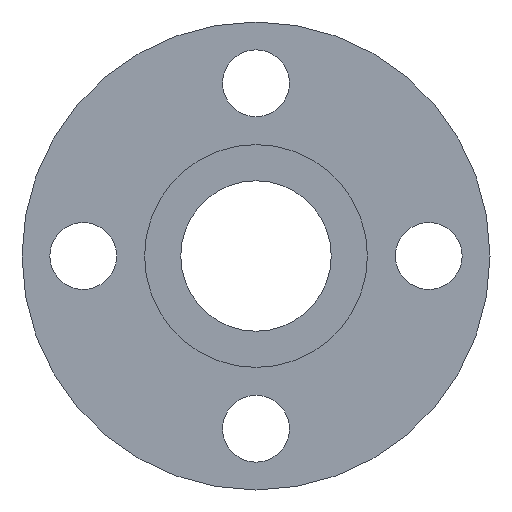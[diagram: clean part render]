
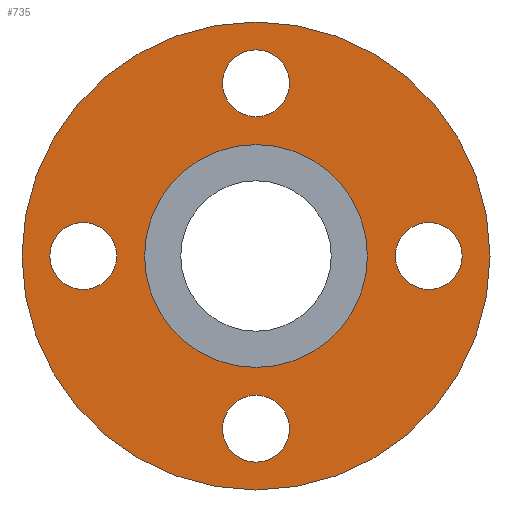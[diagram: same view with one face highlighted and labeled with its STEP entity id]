
A CAD part, left-side view. The second image highlights one B-rep face of the part: STEP entity #735.
In plain terms, the highlighted planar face has unit normal (-1, 0, 0).
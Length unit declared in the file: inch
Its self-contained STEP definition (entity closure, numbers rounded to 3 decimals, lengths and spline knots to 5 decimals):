
#9 = ORIENTED_EDGE ( 'NONE', *, *, #459, .T. ) ;
#11 = CARTESIAN_POINT ( 'NONE',  ( 0.10586, 0., 1.9375 ) ) ;
#40 = CIRCLE ( 'NONE', #475, 1.25 ) ;
#46 = EDGE_CURVE ( 'NONE', #55, #298, #535, .T. ) ;
#47 = DIRECTION ( 'NONE',  ( -1., 0., 0. ) ) ;
#54 = CIRCLE ( 'NONE', #206, 0.375 ) ;
#55 = VERTEX_POINT ( 'NONE', #636 ) ;
#57 = CARTESIAN_POINT ( 'NONE',  ( 0.10586, 0., -1.25 ) ) ;
#58 = DIRECTION ( 'NONE',  ( 0., 0., 1. ) ) ;
#70 = ORIENTED_EDGE ( 'NONE', *, *, #46, .T. ) ;
#73 = DIRECTION ( 'NONE',  ( 0., -1., 0. ) ) ;
#82 = AXIS2_PLACEMENT_3D ( 'NONE', #726, #377, #430 ) ;
#84 = CIRCLE ( 'NONE', #515, 0.375 ) ;
#94 = ORIENTED_EDGE ( 'NONE', *, *, #211, .F. ) ;
#105 = DIRECTION ( 'NONE',  ( -1., 0., 0. ) ) ;
#112 = CARTESIAN_POINT ( 'NONE',  ( 0.10586, 0., -1.9375 ) ) ;
#114 = CIRCLE ( 'NONE', #277, 0.375 ) ;
#119 = CARTESIAN_POINT ( 'NONE',  ( 0.10586, 0., 0. ) ) ;
#134 = DIRECTION ( 'NONE',  ( 0., 0., 1. ) ) ;
#154 = EDGE_LOOP ( 'NONE', ( #270, #511 ) ) ;
#155 = VERTEX_POINT ( 'NONE', #595 ) ;
#158 = CARTESIAN_POINT ( 'NONE',  ( 0.10586, 1.9375, 0. ) ) ;
#161 = VERTEX_POINT ( 'NONE', #57 ) ;
#180 = CARTESIAN_POINT ( 'NONE',  ( 0.10586, 1.9375, -0.375 ) ) ;
#183 = VERTEX_POINT ( 'NONE', #180 ) ;
#185 = PLANE ( 'NONE',  #504 ) ;
#186 = CIRCLE ( 'NONE', #668, 2.625 ) ;
#194 = CARTESIAN_POINT ( 'NONE',  ( 0.10586, 0., -1.5625 ) ) ;
#197 = AXIS2_PLACEMENT_3D ( 'NONE', #758, #353, #232 ) ;
#206 = AXIS2_PLACEMENT_3D ( 'NONE', #11, #612, #73 ) ;
#210 = VERTEX_POINT ( 'NONE', #412 ) ;
#211 = EDGE_CURVE ( 'NONE', #454, #688, #258, .T. ) ;
#231 = ORIENTED_EDGE ( 'NONE', *, *, #556, .F. ) ;
#232 = DIRECTION ( 'NONE',  ( 0., 0., 1. ) ) ;
#234 = DIRECTION ( 'NONE',  ( 0., 1., 0. ) ) ;
#235 = CIRCLE ( 'NONE', #519, 0.375 ) ;
#237 = ORIENTED_EDGE ( 'NONE', *, *, #690, .F. ) ;
#251 = FACE_BOUND ( 'NONE', #757, .T. ) ;
#253 = DIRECTION ( 'NONE',  ( -1., 0., 0. ) ) ;
#258 = CIRCLE ( 'NONE', #457, 0.375 ) ;
#262 = ORIENTED_EDGE ( 'NONE', *, *, #710, .F. ) ;
#263 = DIRECTION ( 'NONE',  ( -1., 0., 0. ) ) ;
#270 = ORIENTED_EDGE ( 'NONE', *, *, #311, .F. ) ;
#273 = VERTEX_POINT ( 'NONE', #303 ) ;
#277 = AXIS2_PLACEMENT_3D ( 'NONE', #158, #47, #637 ) ;
#278 = DIRECTION ( 'NONE',  ( -1., 0., 0. ) ) ;
#279 = CARTESIAN_POINT ( 'NONE',  ( 0.10586, 0., -1.9375 ) ) ;
#280 = CIRCLE ( 'NONE', #370, 1.25 ) ;
#282 = VERTEX_POINT ( 'NONE', #194 ) ;
#298 = VERTEX_POINT ( 'NONE', #606 ) ;
#303 = CARTESIAN_POINT ( 'NONE',  ( 0.10586, 0., 1.25 ) ) ;
#311 = EDGE_CURVE ( 'NONE', #273, #161, #280, .T. ) ;
#321 = DIRECTION ( 'NONE',  ( 0., 0., 1. ) ) ;
#331 = EDGE_CURVE ( 'NONE', #210, #532, #408, .T. ) ;
#336 = DIRECTION ( 'NONE',  ( 0., 0., 1. ) ) ;
#347 = ORIENTED_EDGE ( 'NONE', *, *, #563, .F. ) ;
#353 = DIRECTION ( 'NONE',  ( -1., 0., 0. ) ) ;
#366 = DIRECTION ( 'NONE',  ( 0., 0., -1. ) ) ;
#370 = AXIS2_PLACEMENT_3D ( 'NONE', #730, #253, #134 ) ;
#377 = DIRECTION ( 'NONE',  ( -1., 0., 0. ) ) ;
#403 = DIRECTION ( 'NONE',  ( -1., 0., 0. ) ) ;
#404 = EDGE_LOOP ( 'NONE', ( #237, #94 ) ) ;
#408 = CIRCLE ( 'NONE', #82, 0.375 ) ;
#409 = AXIS2_PLACEMENT_3D ( 'NONE', #279, #403, #234 ) ;
#412 = CARTESIAN_POINT ( 'NONE',  ( 0.10586, 0., 1.5625 ) ) ;
#416 = EDGE_CURVE ( 'NONE', #183, #155, #537, .T. ) ;
#428 = EDGE_CURVE ( 'NONE', #161, #273, #40, .T. ) ;
#430 = DIRECTION ( 'NONE',  ( 0., -1., 0. ) ) ;
#454 = VERTEX_POINT ( 'NONE', #755 ) ;
#455 = ORIENTED_EDGE ( 'NONE', *, *, #416, .F. ) ;
#457 = AXIS2_PLACEMENT_3D ( 'NONE', #472, #539, #699 ) ;
#459 = EDGE_CURVE ( 'NONE', #298, #55, #186, .T. ) ;
#460 = VERTEX_POINT ( 'NONE', #514 ) ;
#462 = DIRECTION ( 'NONE',  ( 0., 0., 1. ) ) ;
#467 = CARTESIAN_POINT ( 'NONE',  ( 0.10586, 0., 0. ) ) ;
#472 = CARTESIAN_POINT ( 'NONE',  ( 0.10586, -1.9375, 0. ) ) ;
#475 = AXIS2_PLACEMENT_3D ( 'NONE', #467, #587, #58 ) ;
#481 = FACE_BOUND ( 'NONE', #594, .T. ) ;
#492 = FACE_BOUND ( 'NONE', #404, .T. ) ;
#504 = AXIS2_PLACEMENT_3D ( 'NONE', #656, #263, #321 ) ;
#509 = ORIENTED_EDGE ( 'NONE', *, *, #570, .F. ) ;
#511 = ORIENTED_EDGE ( 'NONE', *, *, #428, .F. ) ;
#513 = CARTESIAN_POINT ( 'NONE',  ( 0.10586, 1.9375, 0. ) ) ;
#514 = CARTESIAN_POINT ( 'NONE',  ( 0.10586, 0., -2.3125 ) ) ;
#515 = AXIS2_PLACEMENT_3D ( 'NONE', #112, #760, #520 ) ;
#519 = AXIS2_PLACEMENT_3D ( 'NONE', #602, #543, #366 ) ;
#520 = DIRECTION ( 'NONE',  ( 0., 1., 0. ) ) ;
#532 = VERTEX_POINT ( 'NONE', #593 ) ;
#535 = CIRCLE ( 'NONE', #197, 2.625 ) ;
#536 = FACE_OUTER_BOUND ( 'NONE', #705, .T. ) ;
#537 = CIRCLE ( 'NONE', #619, 0.375 ) ;
#539 = DIRECTION ( 'NONE',  ( -1., 0., 0. ) ) ;
#543 = DIRECTION ( 'NONE',  ( -1., 0., 0. ) ) ;
#556 = EDGE_CURVE ( 'NONE', #460, #282, #618, .T. ) ;
#563 = EDGE_CURVE ( 'NONE', #155, #183, #114, .T. ) ;
#570 = EDGE_CURVE ( 'NONE', #282, #460, #84, .T. ) ;
#587 = DIRECTION ( 'NONE',  ( -1., 0., 0. ) ) ;
#593 = CARTESIAN_POINT ( 'NONE',  ( 0.10586, 0., 2.3125 ) ) ;
#594 = EDGE_LOOP ( 'NONE', ( #347, #455 ) ) ;
#595 = CARTESIAN_POINT ( 'NONE',  ( 0.10586, 1.9375, 0.375 ) ) ;
#602 = CARTESIAN_POINT ( 'NONE',  ( 0.10586, -1.9375, 0. ) ) ;
#606 = CARTESIAN_POINT ( 'NONE',  ( 0.10586, 0., -2.625 ) ) ;
#612 = DIRECTION ( 'NONE',  ( -1., 0., 0. ) ) ;
#618 = CIRCLE ( 'NONE', #409, 0.375 ) ;
#619 = AXIS2_PLACEMENT_3D ( 'NONE', #513, #278, #462 ) ;
#636 = CARTESIAN_POINT ( 'NONE',  ( 0.10586, 0., 2.625 ) ) ;
#637 = DIRECTION ( 'NONE',  ( 0., 0., 1. ) ) ;
#645 = ORIENTED_EDGE ( 'NONE', *, *, #331, .F. ) ;
#656 = CARTESIAN_POINT ( 'NONE',  ( 0.10586, 0., 0. ) ) ;
#668 = AXIS2_PLACEMENT_3D ( 'NONE', #119, #105, #336 ) ;
#681 = EDGE_LOOP ( 'NONE', ( #509, #231 ) ) ;
#688 = VERTEX_POINT ( 'NONE', #719 ) ;
#690 = EDGE_CURVE ( 'NONE', #688, #454, #235, .T. ) ;
#699 = DIRECTION ( 'NONE',  ( 0., 0., -1. ) ) ;
#705 = EDGE_LOOP ( 'NONE', ( #70, #9 ) ) ;
#709 = FACE_BOUND ( 'NONE', #154, .T. ) ;
#710 = EDGE_CURVE ( 'NONE', #532, #210, #54, .T. ) ;
#719 = CARTESIAN_POINT ( 'NONE',  ( 0.10586, -1.9375, 0.375 ) ) ;
#725 = FACE_BOUND ( 'NONE', #681, .T. ) ;
#726 = CARTESIAN_POINT ( 'NONE',  ( 0.10586, 0., 1.9375 ) ) ;
#730 = CARTESIAN_POINT ( 'NONE',  ( 0.10586, 0., 0. ) ) ;
#735 = ADVANCED_FACE ( 'NONE', ( #251, #492, #725, #481, #536, #709 ), #185, .T. ) ;
#755 = CARTESIAN_POINT ( 'NONE',  ( 0.10586, -1.9375, -0.375 ) ) ;
#757 = EDGE_LOOP ( 'NONE', ( #262, #645 ) ) ;
#758 = CARTESIAN_POINT ( 'NONE',  ( 0.10586, 0., 0. ) ) ;
#760 = DIRECTION ( 'NONE',  ( -1., 0., 0. ) ) ;
